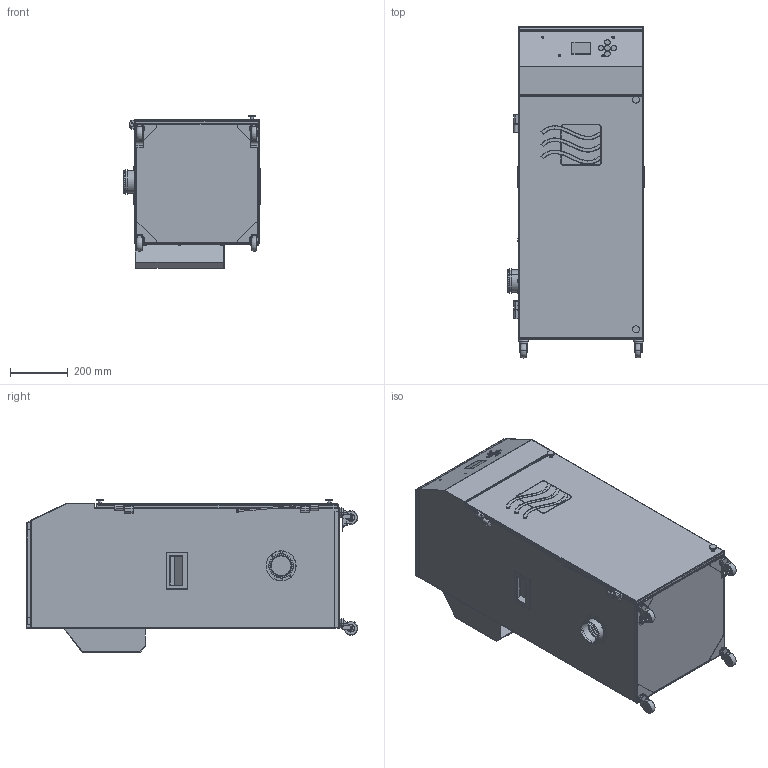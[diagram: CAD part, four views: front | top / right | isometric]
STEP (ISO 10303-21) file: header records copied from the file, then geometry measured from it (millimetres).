
FILE_DESCRIPTION (( 'STEP AP214' ), '1' );
FILE_NAME ('400I OZONE STP.SLDASM.STEP', '2025-01-20T07:23:43', ( '' ), ( '' ), 'SwSTEP 2.0', 'SolidWorks 2021', '' );
FILE_SCHEMA (( 'AUTOMOTIVE_DESIGN' ));
Length unit declared in the file: millimetre
Products named in the file (49): 850053_190020-010-1; 190024 COWL_WELD 1 DIMS ; 712008; 730305; 720320; 540032; 190024-14; 630284F; 600802; 410270 - Cabinet Handle; 190024-26; 730092; 190024-2; 630015_50mm_UNBRAKED_CASTOR; 190024 LID_WITHOUT JIGS ; 850053_190020-010-2; 630284; 105054 EARTH STRAP; 711014; 190024-1; 190024-28_WITH LOGO; 712111; 630285F; 190024-27; 630015-1.prt; 198020_without jig ; 190024 FRNT_WITHOUT JIGS ; 720640; 630025_50mm_BRAKED_CASTOR; 712009; 840223; 720620; 630025-2.prt; M6 Washer; CASTOR THREADED STUD; 630285; 192004-29; 630015-2.prt; 190024 BODY_WITHOUT JIGS ; 630015.asm ...
Assembly tree (81 placements, depth 4):
  400I OZONE STP.SLDASM
    190024 BODY_WITHOUT JIGS 
      190024-1
      712111
      712008
      712009  x2
    190024-2
    190024 FRNT_WITHOUT JIGS 
      190024-26
      600802  x4
    190024-27  x4
    190024-28_WITH LOGO
    630284F
    630284
    630015_50mm_UNBRAKED_CASTOR  x2
      630015.asm
        630015-1.prt
        630015-2.prt
      CASTOR THREADED STUD
    630025_50mm_BRAKED_CASTOR  x2
      630025.asm
        630025-1.prt
        630015-2.prt
        630025-2.prt
      CASTOR THREADED STUD
    190024 COWL_WELD 1 DIMS 
      192004-29
      712111  x5
    190024-16
    190024 LID_WITHOUT JIGS 
      190024-14
      712009  x2
      850053_190020-010-1  x2
      850053_190020-010-2  x2
    630285
    630285F
    105054 EARTH STRAP
      105054 EARTH STRAP
      EARTH STRAP COUPLING  x2
      EARTH STRAP CONNECTOR  x2
    630320  x2
    M6 Washer  x2
    711014  x2
    410270 - Cabinet Handle  x2
    730305  x3
    730092  x3
    720620  x2
    720640
    720320  x2
    711004  x2
    198020_without jig 
      540032
      840223
Bounding box: 470.3 x 1145.67 x 527.96 mm (x, y, z)
Volume: 3709855.1 mm3; surface area: 5328461.4 mm2
Topology: 78 solids, 78 shells, 3835 faces, 9270 edges, 5707 vertices
Faces by surface type: plane 1401, cylinder 1096, cone 796, bspline 358, torus 156, sphere 28
Entity records: 70913 total; most frequent: CARTESIAN_POINT 22616, DIRECTION 9694, ORIENTED_EDGE 9438, EDGE_CURVE 4719, AXIS2_PLACEMENT_3D 3383, VECTOR 2928, LINE 2928, VERTEX_POINT 2916
